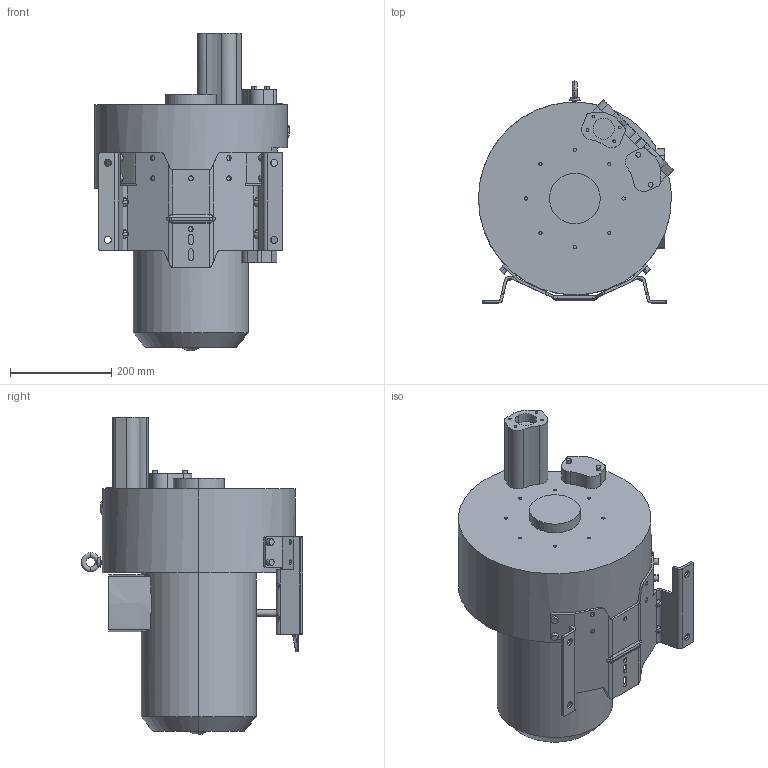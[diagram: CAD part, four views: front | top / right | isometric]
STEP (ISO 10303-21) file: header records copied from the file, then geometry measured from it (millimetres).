
FILE_DESCRIPTION(/* description */ (''),/* implementation_level */ '2;1');
FILE_NAME(/* name */ '4RB 520-0AP71-1-50HZ.stp',/* time_stamp */ '2025-12-16T13:23:46+08:00',/* author */ (''),/* organization */ (''),/* preprocessor_version */ 'ST-DEVELOPER v16',/* originating_system */ 'SIEMENS PLM Software NX 11.0',/* authorisation */ '');
FILE_SCHEMA (('AUTOMOTIVE_DESIGN { 1 0 10303 214 3 1 1 1 }'));
Length unit declared in the file: millimetre
Products named in the file (1): Admi35C4A358c618
Bounding box: 384.84 x 437.84 x 626.03 mm (x, y, z)
Volume: 33918886.2 mm3; surface area: 974350.3 mm2
Topology: 1 solids, 1 shells, 593 faces, 1535 edges, 984 vertices
Faces by surface type: cylinder 280, plane 196, bspline 86, torus 14, cone 7, sphere 6, extrusion 4
Entity records: 23590 total; most frequent: CARTESIAN_POINT 9690, ORIENTED_EDGE 3070, DIRECTION 2664, EDGE_CURVE 1535, AXIS2_PLACEMENT_3D 1007, VERTEX_POINT 984, EDGE_LOOP 661, VECTOR 650
